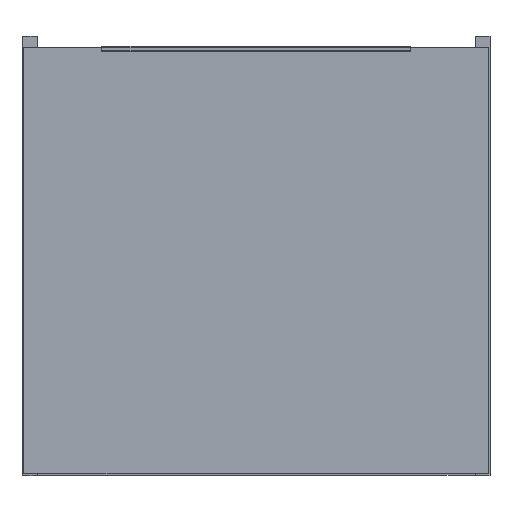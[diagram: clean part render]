
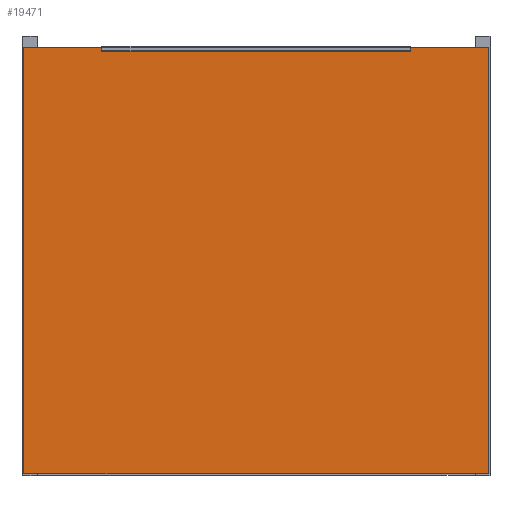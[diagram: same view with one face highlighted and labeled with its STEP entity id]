
A CAD part, front view. The second image highlights one B-rep face of the part: STEP entity #19471.
In plain terms, the highlighted planar face has unit normal (0, -1, 0).
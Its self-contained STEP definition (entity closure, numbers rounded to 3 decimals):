
#2264=FACE_OUTER_BOUND('',#3379,.T.);
#3379=EDGE_LOOP('',(#17709,#17710,#17711,#17712));
#5473=LINE('',#32119,#7596);
#5477=LINE('',#32127,#7600);
#5480=LINE('',#32133,#7603);
#5483=LINE('',#32138,#7606);
#7596=VECTOR('',#26465,1.);
#7600=VECTOR('',#26471,1.);
#7603=VECTOR('',#26476,1.);
#7606=VECTOR('',#26481,1.);
#9458=VERTEX_POINT('',#32117);
#9459=VERTEX_POINT('',#32118);
#9462=VERTEX_POINT('',#32126);
#9464=VERTEX_POINT('',#32132);
#12207=EDGE_CURVE('',#9458,#9459,#5473,.T.);
#12211=EDGE_CURVE('',#9462,#9458,#5477,.T.);
#12214=EDGE_CURVE('',#9464,#9462,#5480,.T.);
#12217=EDGE_CURVE('',#9459,#9464,#5483,.T.);
#17709=ORIENTED_EDGE('',*,*,#12217,.F.);
#17710=ORIENTED_EDGE('',*,*,#12207,.F.);
#17711=ORIENTED_EDGE('',*,*,#12211,.F.);
#17712=ORIENTED_EDGE('',*,*,#12214,.F.);
#18470=PLANE('',#21145);
#19471=ADVANCED_FACE('',(#2264),#18470,.F.);
#21145=AXIS2_PLACEMENT_3D('',#32141,#26485,#26486);
#26465=DIRECTION('',(-1.,0.,0.));
#26471=DIRECTION('',(0.,0.,-1.));
#26476=DIRECTION('',(1.,0.,0.));
#26481=DIRECTION('',(0.,0.,1.));
#26485=DIRECTION('center_axis',(0.,1.,0.));
#26486=DIRECTION('ref_axis',(1.,0.,0.));
#32117=CARTESIAN_POINT('',(498.5,-397.,2.));
#32118=CARTESIAN_POINT('',(1.5,-397.,2.));
#32119=CARTESIAN_POINT('',(498.5,-397.,2.));
#32126=CARTESIAN_POINT('',(498.5,-397.,458.));
#32127=CARTESIAN_POINT('',(498.5,-397.,458.));
#32132=CARTESIAN_POINT('',(1.5,-397.,458.));
#32133=CARTESIAN_POINT('',(1.5,-397.,458.));
#32138=CARTESIAN_POINT('',(1.5,-397.,2.));
#32141=CARTESIAN_POINT('Origin',(250.,-397.,230.));
